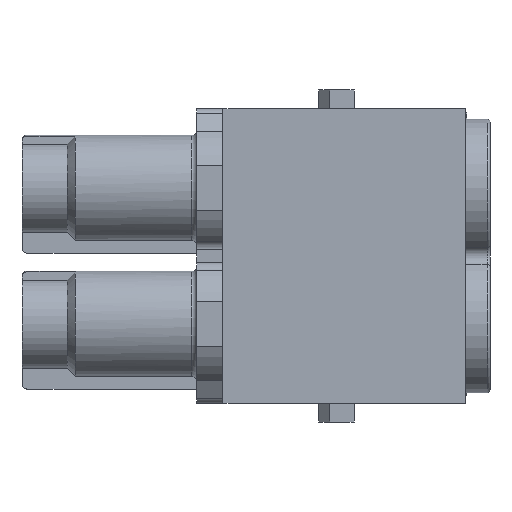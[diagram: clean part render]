
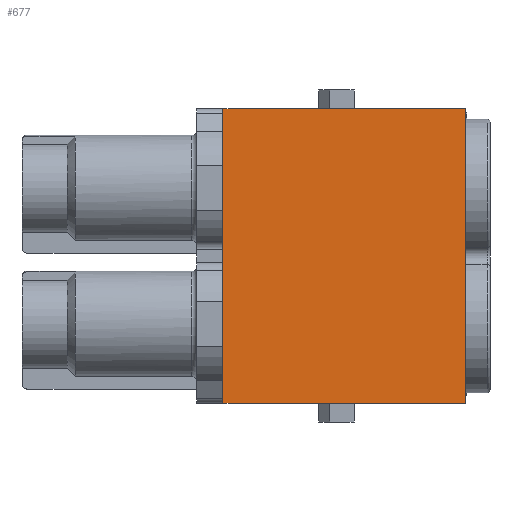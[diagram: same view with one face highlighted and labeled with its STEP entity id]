
A CAD part, left-side view. The second image highlights one B-rep face of the part: STEP entity #677.
In plain terms, the highlighted planar face has unit normal (-1, 0, 0).
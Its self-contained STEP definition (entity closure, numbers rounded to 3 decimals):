
#677=ADVANCED_FACE('',(#1066),#834,.F.);
#834=PLANE('',#5060);
#1066=FACE_OUTER_BOUND('',#1325,.T.);
#1325=EDGE_LOOP('',(#2560,#2561,#2562,#2563));
#2560=ORIENTED_EDGE('',*,*,#3765,.F.);
#2561=ORIENTED_EDGE('',*,*,#3766,.T.);
#2562=ORIENTED_EDGE('',*,*,#3490,.T.);
#2563=ORIENTED_EDGE('',*,*,#3764,.T.);
#2937=VERTEX_POINT('',#7200);
#2938=VERTEX_POINT('',#7202);
#3105=VERTEX_POINT('',#7870);
#3106=VERTEX_POINT('',#7880);
#3490=EDGE_CURVE('',#2938,#2937,#4080,.T.);
#3764=EDGE_CURVE('',#2937,#3105,#4203,.T.);
#3765=EDGE_CURVE('',#3106,#3105,#4204,.T.);
#3766=EDGE_CURVE('',#3106,#2938,#4205,.T.);
#4080=LINE('',#7201,#4519);
#4203=LINE('',#7871,#4642);
#4204=LINE('',#7879,#4643);
#4205=LINE('',#7881,#4644);
#4519=VECTOR('',#5702,1.);
#4642=VECTOR('',#6263,1.);
#4643=VECTOR('',#6278,1.);
#4644=VECTOR('',#6279,1.);
#5060=AXIS2_PLACEMENT_3D('',#7882,#6280,#6281);
#5702=DIRECTION('',(0.,-1.,0.));
#6263=DIRECTION('',(0.,0.,1.));
#6278=DIRECTION('',(0.,-1.,0.));
#6279=DIRECTION('',(0.,0.,-1.));
#6280=DIRECTION('',(1.,0.,0.));
#6281=DIRECTION('',(0.,0.,1.));
#7200=CARTESIAN_POINT('',(-7.3,-26.8,-15.15));
#7201=CARTESIAN_POINT('',(-7.3,-1.8,-15.15));
#7202=CARTESIAN_POINT('',(-7.3,-1.8,-15.15));
#7870=CARTESIAN_POINT('',(-7.3,-26.8,15.15));
#7871=CARTESIAN_POINT('',(-7.3,-26.8,-15.15));
#7879=CARTESIAN_POINT('',(-7.3,-1.8,15.15));
#7880=CARTESIAN_POINT('',(-7.3,-1.8,15.15));
#7881=CARTESIAN_POINT('',(-7.3,-1.8,15.15));
#7882=CARTESIAN_POINT('',(-7.3,-14.3,0.));
